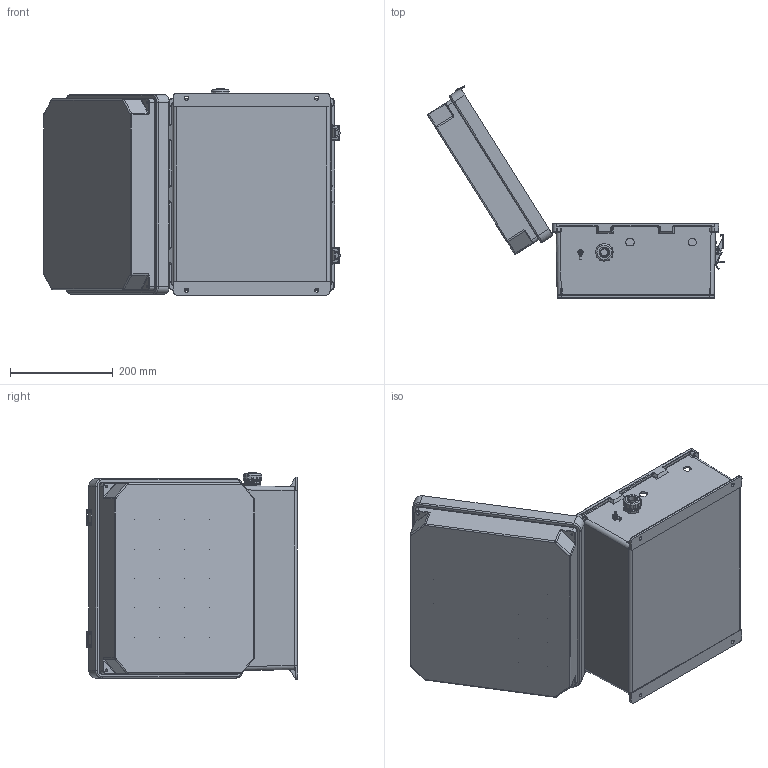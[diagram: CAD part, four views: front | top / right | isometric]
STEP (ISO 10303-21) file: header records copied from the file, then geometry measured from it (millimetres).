
FILE_DESCRIPTION (( 'STEP AP214' ), '1' );
FILE_NAME ('TEF141207-500.STEP', '2018-11-20T15:15:45', ( '' ), ( '' ), 'SwSTEP 2.0', 'SolidWorks 2017', '' );
FILE_SCHEMA (( 'AUTOMOTIVE_DESIGN' ));
Length unit declared in the file: inch
Products named in the file (21): XFW-0002; XFN-0003; XCT-0005; XFS-0026; XC-0003; NB141207-DoorClasp-2; NB141207-DoorClasp-1; NB141207-Lid-2; NB141207-Hinge; NB141207-Box; XF797-02; XFN-0013; TEF141207-500; XFS-0032_91735A151; XCTB-0002; NEMA 14-400 GroundWire; XFS-0017; 10-32 NEMA PLATE SCREW; XCT-0011; XCT-0010; XF451-01
Assembly tree (31 placements, depth 2):
  TEF141207-500
    NB141207-Box
    NB141207-Hinge  x2
    NB141207-Lid-2
    NB141207-DoorClasp-1  x2
    NB141207-DoorClasp-2  x2
    XC-0003
    XFS-0026
    XCT-0005
    XFN-0003  x2
    XFW-0002
    XF451-01
    XCT-0010
    XCT-0011
    10-32 NEMA PLATE SCREW  x4
    XFS-0017  x3
    NEMA 14-400 GroundWire
    XCTB-0002
    XFS-0032_91735A151  x2
    XFN-0013  x2
    XF797-02
Bounding box: 578.07 x 413.05 x 402.37 mm (x, y, z)
Volume: 2205935.5 mm3; surface area: 1359959.5 mm2
Topology: 37 solids, 39 shells, 2858 faces, 7341 edges, 4567 vertices
Faces by surface type: plane 1078, cylinder 1003, cone 339, torus 223, bspline 189, sphere 26
Full cylindrical faces by diameter (mm): 2.705 x16, 3.15 x4, 3.175 x20, 3.302 x4, 3.556 x9, 3.607 x1, 3.683 x2, 3.934 x1, 3.962 x2, 4.064 x4, 4.572 x2, 5.004 x1, 5.182 x1, 5.3 x2, 5.639 x1, 6.35 x4, 6.5 x4, 6.655 x3, 6.667 x3, 6.858 x2, 7.163 x3, 7.62 x3, 8 x4, 8.928 x4, 9.22 x1, 9.296 x4, 9.525 x1, 10 x4, 11.024 x2, 13.538 x2
Entity records: 83843 total; most frequent: CARTESIAN_POINT 24277, ORIENTED_EDGE 10506, DIRECTION 10341, EDGE_CURVE 5253, AXIS2_PLACEMENT_3D 3901, VERTEX_POINT 3459, EDGE_LOOP 2760, LINE 2539
